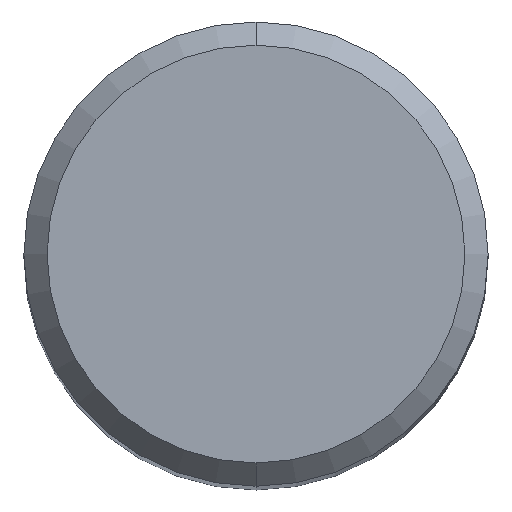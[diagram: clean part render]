
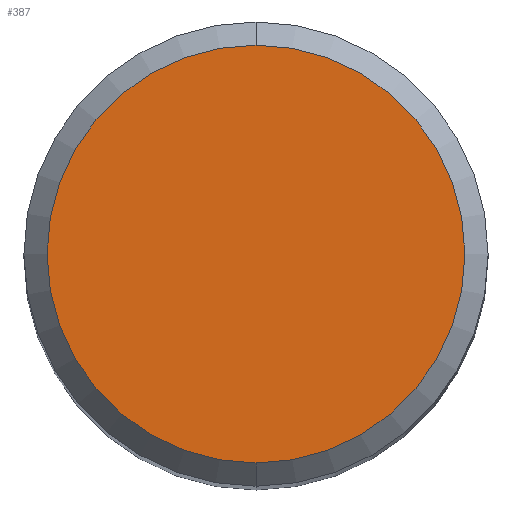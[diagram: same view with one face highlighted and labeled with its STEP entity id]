
A CAD part, top view. The second image highlights one B-rep face of the part: STEP entity #387.
In plain terms, the highlighted planar face has unit normal (0, 0, 1).
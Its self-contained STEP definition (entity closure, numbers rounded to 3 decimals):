
#387=ADVANCED_FACE('',(#1011),#1012,.T.);
#435=VERTEX_POINT('',#1063);
#437=EDGE_CURVE('',#435,#641,#1065,.T.);
#641=VERTEX_POINT('',#1289);
#891=EDGE_CURVE('',#641,#435,#1563,.T.);
#1011=FACE_OUTER_BOUND('',#3034,.T.);
#1012=PLANE('',#3035);
#1063=CARTESIAN_POINT('',(0.,-3.6,0.0));
#1065=CIRCLE('',#5465,3.6);
#1289=CARTESIAN_POINT('',(0.0,3.6,0.0));
#1563=CIRCLE('',#9390,3.6);
#3034=EDGE_LOOP('',(#9624,#9625));
#3035=AXIS2_PLACEMENT_3D('',#9626,#9627,#9628);
#5465=AXIS2_PLACEMENT_3D('',#9669,#9670,#9671);
#9390=AXIS2_PLACEMENT_3D('',#10192,#10193,#10194);
#9624=ORIENTED_EDGE('',*,*,#891,.F.);
#9625=ORIENTED_EDGE('',*,*,#437,.F.);
#9626=CARTESIAN_POINT('',(0.0,1.8,0.0));
#9627=DIRECTION('',(-0.0,0.0,1.0));
#9628=DIRECTION('',(0.0,-1.0,0.0));
#9669=CARTESIAN_POINT('',(0.0,0.0,0.0));
#9670=DIRECTION('',(0.0,0.0,-1.0));
#9671=DIRECTION('',(0.0,1.0,0.0));
#10192=CARTESIAN_POINT('',(0.0,0.0,0.0));
#10193=DIRECTION('',(0.0,0.0,-1.0));
#10194=DIRECTION('',(0.0,1.0,0.0));
